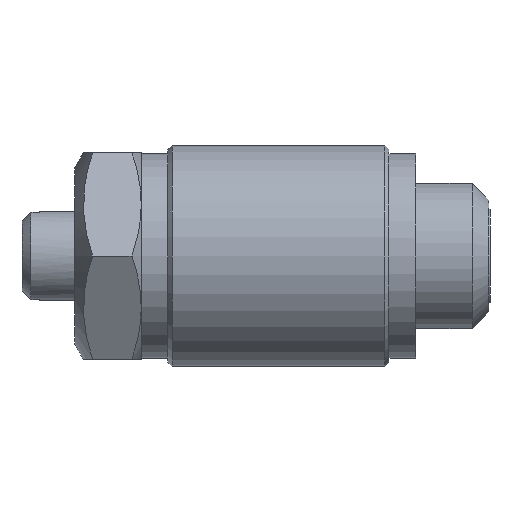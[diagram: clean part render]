
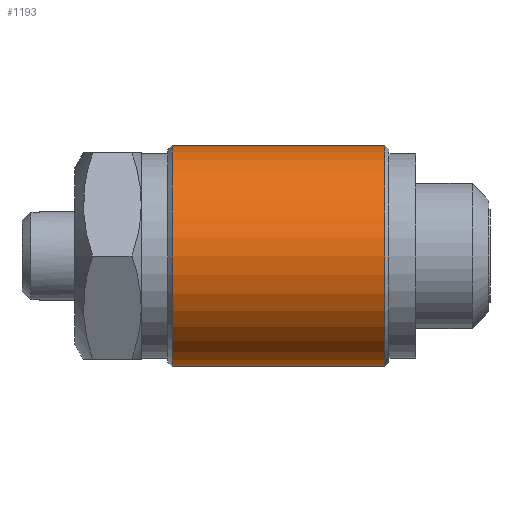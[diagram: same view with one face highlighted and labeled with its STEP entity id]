
A CAD part, left-side view. The second image highlights one B-rep face of the part: STEP entity #1193.
In plain terms, the highlighted cylindrical face has radius 7.5 mm (diameter 15 mm), a partial arc.
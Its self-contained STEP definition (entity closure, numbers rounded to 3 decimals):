
#200 = CARTESIAN_POINT ( 'NONE',  ( 0., 7.5, 7.5 ) ) ;
#209 = CARTESIAN_POINT ( 'NONE',  ( 0., 21.9, -7.5 ) ) ;
#303 = CARTESIAN_POINT ( 'NONE',  ( 0., 21.9, 7.5 ) ) ;
#356 = CARTESIAN_POINT ( 'NONE',  ( 0., 7.5, -7.5 ) ) ;
#465 = CARTESIAN_POINT ( 'NONE',  ( 0., 4.819, 7.5 ) ) ;
#469 = DIRECTION ( 'NONE',  ( 0., -1., 0. ) ) ;
#474 = VECTOR ( 'NONE', #469, 1000. ) ;
#492 = LINE ( 'NONE', #465, #474 ) ;
#650 = DIRECTION ( 'NONE',  ( 0., 0., -1. ) ) ;
#651 = DIRECTION ( 'NONE',  ( 0., -1., 0. ) ) ;
#652 = CARTESIAN_POINT ( 'NONE',  ( 0., 7.5, 0. ) ) ;
#663 = CIRCLE ( 'NONE', #666, 7.5 ) ;
#666 = AXIS2_PLACEMENT_3D ( 'NONE', #652, #651, #650 ) ;
#983 = VERTEX_POINT ( 'NONE', #209 ) ;
#986 = VERTEX_POINT ( 'NONE', #200 ) ;
#1010 = VERTEX_POINT ( 'NONE', #303 ) ;
#1050 = VERTEX_POINT ( 'NONE', #356 ) ;
#1080 = EDGE_CURVE ( 'NONE', #1010, #986, #492, .T. ) ;
#1131 = ORIENTED_EDGE ( 'NONE', *, *, #1132, .F. ) ;
#1132 = EDGE_CURVE ( 'NONE', #986, #1050, #663, .T. ) ;
#1144 = EDGE_CURVE ( 'NONE', #983, #1050, #3266, .T. ) ;
#1193 = ADVANCED_FACE ( 'NONE', ( #2434 ), #2426, .T. ) ;
#1242 = ORIENTED_EDGE ( 'NONE', *, *, #1080, .F. ) ;
#1243 = EDGE_LOOP ( 'NONE', ( #1242, #1303, #1305, #1131 ) ) ;
#1303 = ORIENTED_EDGE ( 'NONE', *, *, #1304, .T. ) ;
#1304 = EDGE_CURVE ( 'NONE', #1010, #983, #3043, .T. ) ;
#1305 = ORIENTED_EDGE ( 'NONE', *, *, #1144, .T. ) ;
#2426 = CYLINDRICAL_SURFACE ( 'NONE', #2427, 7.5 ) ;
#2427 = AXIS2_PLACEMENT_3D ( 'NONE', #2430, #2438, #2429 ) ;
#2429 = DIRECTION ( 'NONE',  ( 0., 0., -1. ) ) ;
#2430 = CARTESIAN_POINT ( 'NONE',  ( 0., 4.819, 0. ) ) ;
#2434 = FACE_OUTER_BOUND ( 'NONE', #1243, .T. ) ;
#2438 = DIRECTION ( 'NONE',  ( 0., -1., 0. ) ) ;
#3037 = CARTESIAN_POINT ( 'NONE',  ( 0., 21.9, 0. ) ) ;
#3041 = DIRECTION ( 'NONE',  ( 0., 0., -1. ) ) ;
#3042 = AXIS2_PLACEMENT_3D ( 'NONE', #3037, #3044, #3041 ) ;
#3043 = CIRCLE ( 'NONE', #3042, 7.5 ) ;
#3044 = DIRECTION ( 'NONE',  ( 0., -1., 0. ) ) ;
#3249 = DIRECTION ( 'NONE',  ( 0., -1., 0. ) ) ;
#3250 = VECTOR ( 'NONE', #3249, 1000. ) ;
#3251 = CARTESIAN_POINT ( 'NONE',  ( 0., 4.819, -7.5 ) ) ;
#3266 = LINE ( 'NONE', #3251, #3250 ) ;
